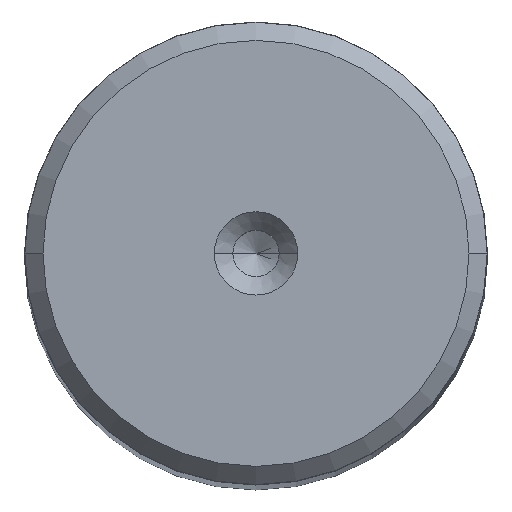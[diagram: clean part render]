
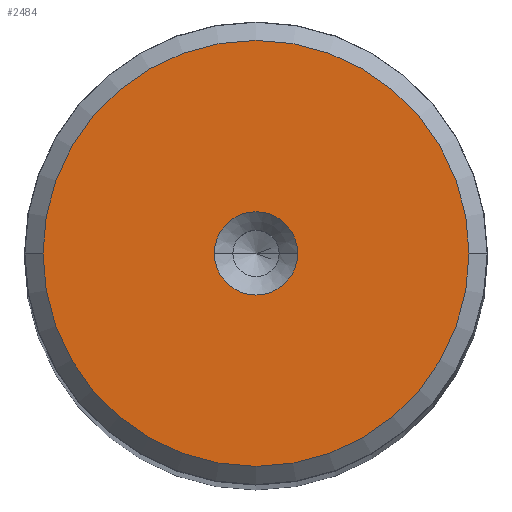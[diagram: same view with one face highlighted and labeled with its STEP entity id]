
A CAD part, top view. The second image highlights one B-rep face of the part: STEP entity #2484.
In plain terms, the highlighted planar face has unit normal (0, 0, 1).
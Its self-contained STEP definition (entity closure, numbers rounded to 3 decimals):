
#42 = DIRECTION ( 'NONE',  ( 1., 0., 0. ) ) ;
#83 = CARTESIAN_POINT ( 'NONE',  ( 0., 0., 160. ) ) ;
#156 = EDGE_CURVE ( 'NONE', #1176, #2373, #979, .T. ) ;
#159 = CARTESIAN_POINT ( 'NONE',  ( 0., 0., 160. ) ) ;
#221 = DIRECTION ( 'NONE',  ( 0., 0., 1. ) ) ;
#238 = AXIS2_PLACEMENT_3D ( 'NONE', #1392, #1004, #1987 ) ;
#343 = DIRECTION ( 'NONE',  ( 1., 0., 0. ) ) ;
#479 = DIRECTION ( 'NONE',  ( 1., 0., 0. ) ) ;
#507 = VERTEX_POINT ( 'NONE', #1810 ) ;
#773 = CARTESIAN_POINT ( 'NONE',  ( 0., 0., 160. ) ) ;
#814 = CARTESIAN_POINT ( 'NONE',  ( -11.509, 0., 160. ) ) ;
#875 = EDGE_CURVE ( 'NONE', #507, #2190, #2339, .T. ) ;
#895 = AXIS2_PLACEMENT_3D ( 'NONE', #83, #1794, #479 ) ;
#939 = ORIENTED_EDGE ( 'NONE', *, *, #2230, .T. ) ;
#979 = CIRCLE ( 'NONE', #1384, 11.509 ) ;
#994 = DIRECTION ( 'NONE',  ( 0., 0., 1. ) ) ;
#1004 = DIRECTION ( 'NONE',  ( 0., 0., 1. ) ) ;
#1059 = EDGE_LOOP ( 'NONE', ( #939, #1066 ) ) ;
#1066 = ORIENTED_EDGE ( 'NONE', *, *, #156, .T. ) ;
#1138 = EDGE_LOOP ( 'NONE', ( #1727, #1745 ) ) ;
#1176 = VERTEX_POINT ( 'NONE', #2420 ) ;
#1302 = CIRCLE ( 'NONE', #1580, 11.509 ) ;
#1384 = AXIS2_PLACEMENT_3D ( 'NONE', #159, #1507, #343 ) ;
#1392 = CARTESIAN_POINT ( 'NONE',  ( 0., 0., 160. ) ) ;
#1409 = AXIS2_PLACEMENT_3D ( 'NONE', #773, #221, #2134 ) ;
#1507 = DIRECTION ( 'NONE',  ( 0., 0., 1. ) ) ;
#1529 = EDGE_CURVE ( 'NONE', #2190, #507, #1981, .T. ) ;
#1580 = AXIS2_PLACEMENT_3D ( 'NONE', #2146, #994, #42 ) ;
#1727 = ORIENTED_EDGE ( 'NONE', *, *, #875, .F. ) ;
#1745 = ORIENTED_EDGE ( 'NONE', *, *, #1529, .F. ) ;
#1794 = DIRECTION ( 'NONE',  ( 0., 0., 1. ) ) ;
#1795 = PLANE ( 'NONE',  #238 ) ;
#1810 = CARTESIAN_POINT ( 'NONE',  ( 2.25, 0., 160. ) ) ;
#1965 = CARTESIAN_POINT ( 'NONE',  ( -2.25, 0., 160. ) ) ;
#1981 = CIRCLE ( 'NONE', #1409, 2.25 ) ;
#1987 = DIRECTION ( 'NONE',  ( 1., 0., 0. ) ) ;
#2085 = FACE_OUTER_BOUND ( 'NONE', #1059, .T. ) ;
#2134 = DIRECTION ( 'NONE',  ( 1., 0., 0. ) ) ;
#2146 = CARTESIAN_POINT ( 'NONE',  ( 0., 0., 160. ) ) ;
#2190 = VERTEX_POINT ( 'NONE', #1965 ) ;
#2207 = FACE_BOUND ( 'NONE', #1138, .T. ) ;
#2230 = EDGE_CURVE ( 'NONE', #2373, #1176, #1302, .T. ) ;
#2339 = CIRCLE ( 'NONE', #895, 2.25 ) ;
#2373 = VERTEX_POINT ( 'NONE', #814 ) ;
#2420 = CARTESIAN_POINT ( 'NONE',  ( 11.509, 0., 160. ) ) ;
#2484 = ADVANCED_FACE ( 'NONE', ( #2207, #2085 ), #1795, .T. ) ;
